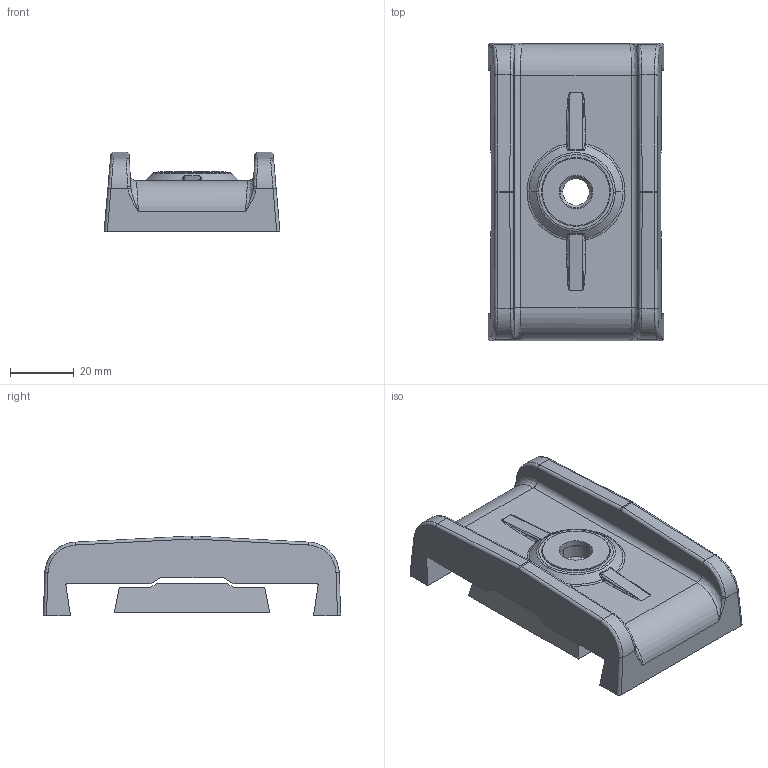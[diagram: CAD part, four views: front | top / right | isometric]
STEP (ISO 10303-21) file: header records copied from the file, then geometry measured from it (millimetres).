
FILE_DESCRIPTION (( 'STEP AP214' ), '1' );
FILE_NAME ('Rexnord-S0213-60101.step', '2019-01-21T09:18:48', ( '' ), ( '' ), 'SwSTEP 2.0', 'SolidWorks 2018', '' );
FILE_SCHEMA (( 'AUTOMOTIVE_DESIGN' ));
Length unit declared in the file: millimetre
Products named in the file (1): Rexnord-S0213-60101
Bounding box: 55 x 93 x 24.99 mm (x, y, z)
Volume: 59909 mm3; surface area: 22570 mm2
Topology: 2 solids, 2 shells, 158 faces, 376 edges, 228 vertices
Faces by surface type: bspline 52, plane 50, cylinder 40, cone 16
Entity records: 8954 total; most frequent: CARTESIAN_POINT 4159, ORIENTED_EDGE 752, DIRECTION 500, EDGE_CURVE 376, VERTEX_POINT 228, AXIS2_PLACEMENT_3D 177, EDGE_LOOP 168, ADVANCED_FACE 158
